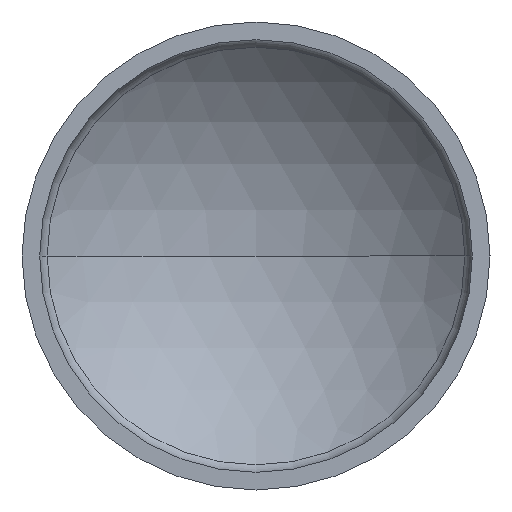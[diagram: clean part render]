
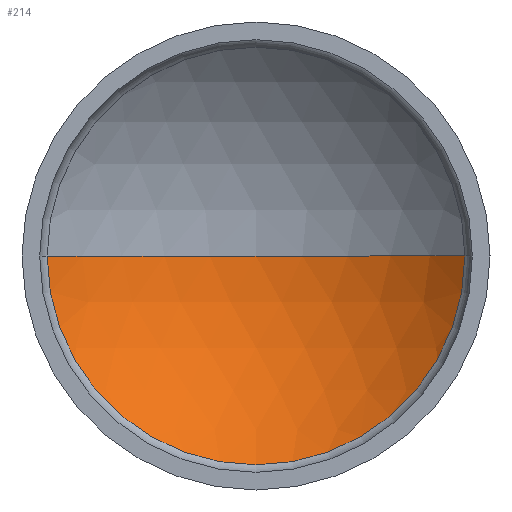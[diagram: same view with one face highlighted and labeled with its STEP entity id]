
A CAD part, front view. The second image highlights one B-rep face of the part: STEP entity #214.
In plain terms, the highlighted spherical face has radius 33 mm.
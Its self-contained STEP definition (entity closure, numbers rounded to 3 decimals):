
#2 = AXIS2_PLACEMENT_3D ( 'NONE', #79, #78, #265 ) ;
#26 = DIRECTION ( 'NONE',  ( 0., 0., -1. ) ) ;
#28 = CARTESIAN_POINT ( 'NONE',  ( 0., -19., 0. ) ) ;
#32 = SPHERICAL_SURFACE ( 'NONE', #394, 33. ) ;
#46 = EDGE_CURVE ( 'NONE', #158, #362, #236, .T. ) ;
#65 = AXIS2_PLACEMENT_3D ( 'NONE', #28, #26, #146 ) ;
#78 = DIRECTION ( 'NONE',  ( 0., 0., 1. ) ) ;
#79 = CARTESIAN_POINT ( 'NONE',  ( 0., -19., 0. ) ) ;
#89 = DIRECTION ( 'NONE',  ( -1., 0., 0. ) ) ;
#93 = CARTESIAN_POINT ( 'NONE',  ( 23.65, 4.015, 0. ) ) ;
#98 = EDGE_CURVE ( 'NONE', #158, #133, #176, .T. ) ;
#111 = CARTESIAN_POINT ( 'NONE',  ( 0., 4.015, 0. ) ) ;
#133 = VERTEX_POINT ( 'NONE', #175 ) ;
#136 = DIRECTION ( 'NONE',  ( 0., 1., 0. ) ) ;
#146 = DIRECTION ( 'NONE',  ( -1., 0., 0. ) ) ;
#152 = CARTESIAN_POINT ( 'NONE',  ( 0., -19., 0. ) ) ;
#158 = VERTEX_POINT ( 'NONE', #93 ) ;
#162 = ORIENTED_EDGE ( 'NONE', *, *, #46, .T. ) ;
#175 = CARTESIAN_POINT ( 'NONE',  ( -23.65, 4.015, 0. ) ) ;
#176 = CIRCLE ( 'NONE', #228, 23.65 ) ;
#180 = FACE_OUTER_BOUND ( 'NONE', #287, .T. ) ;
#186 = CARTESIAN_POINT ( 'NONE',  ( 0., 14., 0. ) ) ;
#214 = ADVANCED_FACE ( 'NONE', ( #180 ), #32, .F. ) ;
#228 = AXIS2_PLACEMENT_3D ( 'NONE', #111, #136, #296 ) ;
#236 = CIRCLE ( 'NONE', #2, 33. ) ;
#265 = DIRECTION ( 'NONE',  ( 1., 0., 0. ) ) ;
#274 = DIRECTION ( 'NONE',  ( 0., 0., 1. ) ) ;
#277 = CIRCLE ( 'NONE', #65, 33. ) ;
#287 = EDGE_LOOP ( 'NONE', ( #365, #162, #319 ) ) ;
#296 = DIRECTION ( 'NONE',  ( -1., 0., 0. ) ) ;
#319 = ORIENTED_EDGE ( 'NONE', *, *, #411, .F. ) ;
#362 = VERTEX_POINT ( 'NONE', #186 ) ;
#365 = ORIENTED_EDGE ( 'NONE', *, *, #98, .F. ) ;
#394 = AXIS2_PLACEMENT_3D ( 'NONE', #152, #274, #89 ) ;
#411 = EDGE_CURVE ( 'NONE', #133, #362, #277, .T. ) ;
